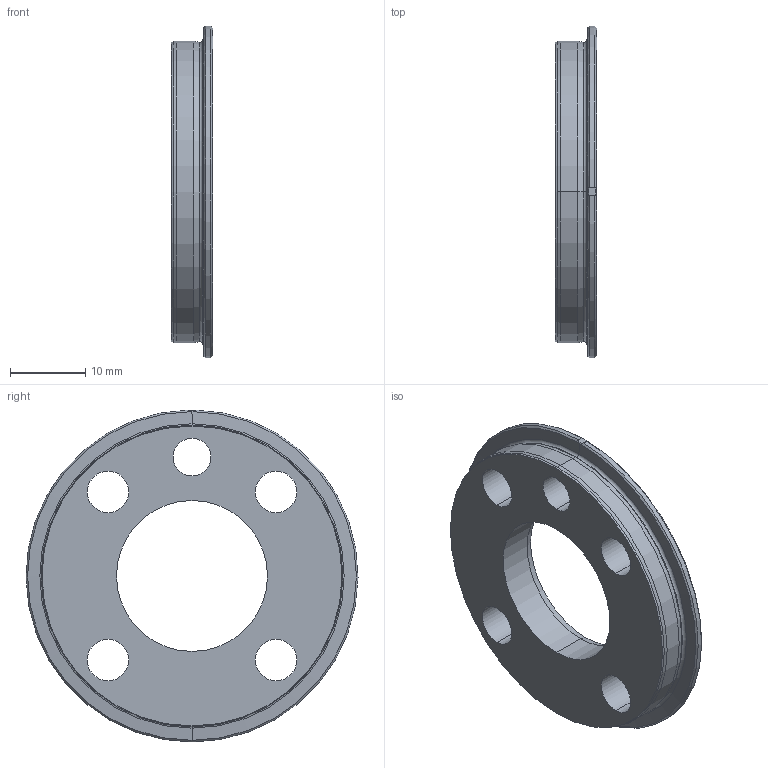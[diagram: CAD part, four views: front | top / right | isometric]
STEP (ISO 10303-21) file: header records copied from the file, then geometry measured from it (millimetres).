
FILE_DESCRIPTION (( 'STEP AP214' ), '1' );
FILE_NAME ('IRB1200H_5-90_IRC5_Link6_rev0.step', '2022-01-17T08:44:13', ( '' ), ( '' ), 'SwSTEP 2.0', 'SolidWorks 2020', '' );
FILE_SCHEMA (( 'AUTOMOTIVE_DESIGN' ));
Length unit declared in the file: millimetre
Products named in the file (1): IRB1200H_5-90_IRC5_Link6_rev0
Bounding box: 5.5 x 44 x 43.99 mm (x, y, z)
Volume: 4672.8 mm3; surface area: 3899.9 mm2
Topology: 1 solids, 1 shells, 64 faces, 144 edges, 86 vertices
Faces by surface type: cone 26, cylinder 23, plane 9, torus 6
Entity records: 1857 total; most frequent: DIRECTION 351, CARTESIAN_POINT 316, ORIENTED_EDGE 288, AXIS2_PLACEMENT_3D 149, EDGE_CURVE 144, VERTEX_POINT 86, CIRCLE 84, EDGE_LOOP 80
